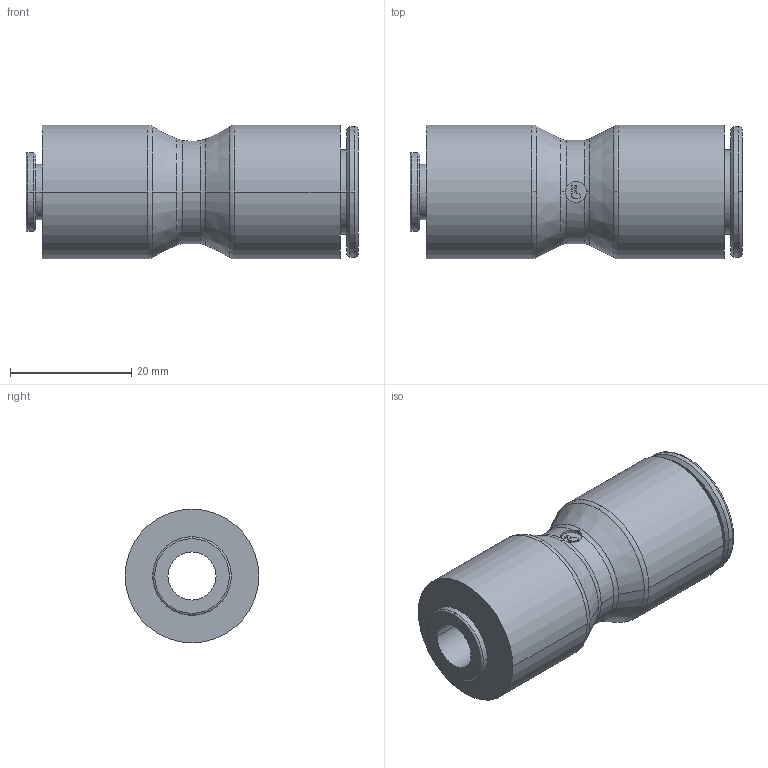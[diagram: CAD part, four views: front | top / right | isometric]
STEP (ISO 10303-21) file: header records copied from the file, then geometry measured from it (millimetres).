
FILE_DESCRIPTION(('STEP AP214'),'1');
FILE_NAME('6306_08_62WP2.stp','2016-07-07T14:18:20',('TraceParts'),('TraceParts S.A.'),'Spatial InterOp 3D',' ',' ');
FILE_SCHEMA(('automotive_design'));
Length unit declared in the file: millimetre
Products named in the file (1): 1
Bounding box: 54.86 x 22.1 x 22.1 mm (x, y, z)
Volume: 14507 mm3; surface area: 6451.6 mm2
Topology: 1 solids, 1 shells, 71 faces, 180 edges, 119 vertices
Faces by surface type: cylinder 27, plane 24, torus 12, cone 8
Entity records: 2333 total; most frequent: CARTESIAN_POINT 506, DIRECTION 419, ORIENTED_EDGE 360, EDGE_CURVE 180, AXIS2_PLACEMENT_3D 173, VERTEX_POINT 119, CIRCLE 101, EDGE_LOOP 81
